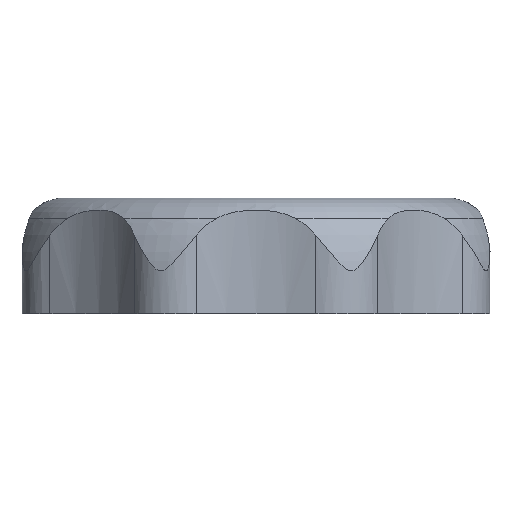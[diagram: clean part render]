
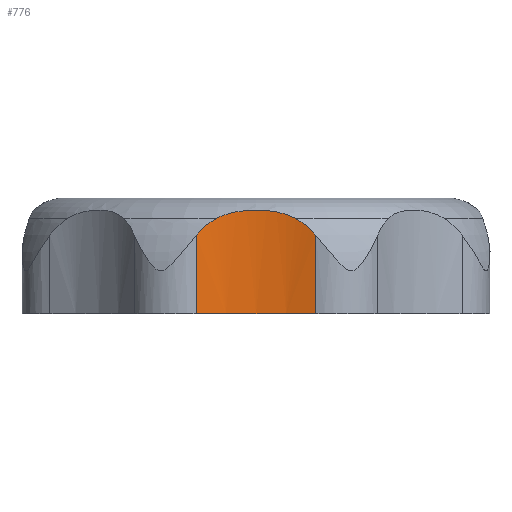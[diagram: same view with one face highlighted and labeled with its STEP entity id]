
A CAD part, front view. The second image highlights one B-rep face of the part: STEP entity #776.
In plain terms, the highlighted cylindrical face has radius 42.5 mm (diameter 85 mm), a partial arc.
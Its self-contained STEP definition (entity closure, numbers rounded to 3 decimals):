
#776 = ADVANCED_FACE( '', ( #3751 ), #3752, .F. );
#3751 = FACE_OUTER_BOUND( '', #8459, .T. );
#3752 = CYLINDRICAL_SURFACE( '', #8460, 42.5 );
#8459 = EDGE_LOOP( '', ( #19063, #19064, #19065, #19066, #19067, #19068 ) );
#8460 = AXIS2_PLACEMENT_3D( '', #19069, #19070, #19071 );
#19063 = ORIENTED_EDGE( '', *, *, #34951, .F. );
#19064 = ORIENTED_EDGE( '', *, *, #31589, .T. );
#19065 = ORIENTED_EDGE( '', *, *, #34952, .T. );
#19066 = ORIENTED_EDGE( '', *, *, #34953, .T. );
#19067 = ORIENTED_EDGE( '', *, *, #34954, .T. );
#19068 = ORIENTED_EDGE( '', *, *, #34955, .T. );
#19069 = CARTESIAN_POINT( '', ( 0., -89.15, -151.432 ) );
#19070 = DIRECTION( '', ( 0., 0., -1. ) );
#19071 = DIRECTION( '', ( 0.468, 0.884, 0. ) );
#31589 = EDGE_CURVE( '', #38243, #38241, #38244, .F. );
#34951 = EDGE_CURVE( '', #38243, #44277, #44278, .T. );
#34952 = EDGE_CURVE( '', #38241, #44279, #44280, .T. );
#34953 = EDGE_CURVE( '', #44279, #44281, #44282, .T. );
#34954 = EDGE_CURVE( '', #44281, #44283, #44284, .T. );
#34955 = EDGE_CURVE( '', #44283, #44277, #44285, .T. );
#38241 = VERTEX_POINT( '', #49322 );
#38243 = VERTEX_POINT( '', #49324 );
#38244 = CIRCLE( '', #49325, 42.5 );
#44277 = VERTEX_POINT( '', #64937 );
#44278 = LINE( '', #64938, #64939 );
#44279 = VERTEX_POINT( '', #64940 );
#44280 = LINE( '', #64941, #64942 );
#44281 = VERTEX_POINT( '', #64943 );
#44282 = B_SPLINE_CURVE_WITH_KNOTS( '', 3, ( #64944, #64945, #64946, #64947, #64948, #64949 ), .UNSPECIFIED., .F., .F., ( 4, 2, 4 ), ( 0., 0.003, 0.006 ), .UNSPECIFIED. );
#44283 = VERTEX_POINT( '', #64950 );
#44284 = B_SPLINE_CURVE_WITH_KNOTS( '', 3, ( #64951, #64952, #64953, #64954, #64955, #64956, #64957, #64958, #64959, #64960, #64961, #64962, #64963, #64964, #64965, #64966, #64967, #64968, #64969, #64970, #64971 ), .UNSPECIFIED., .F., .F., ( 4, 2, 2, 2, 2, 1, 2, 2, 2, 2, 4 ), ( 0., 0.002, 0.004, 0.005, 0.006, 0.009, 0.011, 0.012, 0.013, 0.015, 0.017 ), .UNSPECIFIED. );
#44285 = B_SPLINE_CURVE_WITH_KNOTS( '', 3, ( #64972, #64973, #64974, #64975, #64976, #64977 ), .UNSPECIFIED., .F., .F., ( 4, 2, 4 ), ( 0., 0.003, 0.006 ), .UNSPECIFIED. );
#49322 = CARTESIAN_POINT( '', ( 12.511, -48.533, 0. ) );
#49324 = CARTESIAN_POINT( '', ( -12.511, -48.533, 0. ) );
#49325 = AXIS2_PLACEMENT_3D( '', #77681, #77682, #77683 );
#64937 = CARTESIAN_POINT( '', ( -12.511, -48.533, 16.516 ) );
#64938 = CARTESIAN_POINT( '', ( -12.511, -48.533, -151.432 ) );
#64939 = VECTOR( '', #78628, 1000. );
#64940 = CARTESIAN_POINT( '', ( 12.511, -48.533, 16.516 ) );
#64941 = CARTESIAN_POINT( '', ( 12.511, -48.533, -151.432 ) );
#64942 = VECTOR( '', #78629, 1000. );
#64943 = CARTESIAN_POINT( '', ( 8.308, -47.47, 20.035 ) );
#64944 = CARTESIAN_POINT( '', ( 12.511, -48.533, 16.516 ) );
#64945 = CARTESIAN_POINT( '', ( 11.923, -48.352, 17.236 ) );
#64946 = CARTESIAN_POINT( '', ( 11.278, -48.167, 17.886 ) );
#64947 = CARTESIAN_POINT( '', ( 9.877, -47.807, 19.058 ) );
#64948 = CARTESIAN_POINT( '', ( 9.121, -47.632, 19.579 ) );
#64949 = CARTESIAN_POINT( '', ( 8.308, -47.47, 20.035 ) );
#64950 = CARTESIAN_POINT( '', ( -8.308, -47.47, 20.035 ) );
#64951 = CARTESIAN_POINT( '', ( 8.308, -47.47, 20.035 ) );
#64952 = CARTESIAN_POINT( '', ( 7.674, -47.343, 20.37 ) );
#64953 = CARTESIAN_POINT( '', ( 7.017, -47.228, 20.636 ) );
#64954 = CARTESIAN_POINT( '', ( 5.67, -47.024, 21.075 ) );
#64955 = CARTESIAN_POINT( '', ( 4.98, -46.937, 21.247 ) );
#64956 = CARTESIAN_POINT( '', ( 3.925, -46.83, 21.449 ) );
#64957 = CARTESIAN_POINT( '', ( 3.569, -46.799, 21.506 ) );
#64958 = CARTESIAN_POINT( '', ( 2.855, -46.744, 21.604 ) );
#64959 = CARTESIAN_POINT( '', ( 2.498, -46.722, 21.644 ) );
#64960 = CARTESIAN_POINT( '', ( 1.427, -46.668, 21.738 ) );
#64961 = CARTESIAN_POINT( '', ( 0., -46.632, 21.798 ) );
#64962 = CARTESIAN_POINT( '', ( -1.427, -46.668, 21.738 ) );
#64963 = CARTESIAN_POINT( '', ( -2.498, -46.722, 21.644 ) );
#64964 = CARTESIAN_POINT( '', ( -2.854, -46.744, 21.604 ) );
#64965 = CARTESIAN_POINT( '', ( -3.568, -46.799, 21.507 ) );
#64966 = CARTESIAN_POINT( '', ( -3.924, -46.83, 21.449 ) );
#64967 = CARTESIAN_POINT( '', ( -4.98, -46.937, 21.247 ) );
#64968 = CARTESIAN_POINT( '', ( -5.67, -47.024, 21.075 ) );
#64969 = CARTESIAN_POINT( '', ( -7.017, -47.228, 20.636 ) );
#64970 = CARTESIAN_POINT( '', ( -7.674, -47.343, 20.37 ) );
#64971 = CARTESIAN_POINT( '', ( -8.308, -47.47, 20.035 ) );
#64972 = CARTESIAN_POINT( '', ( -8.308, -47.47, 20.035 ) );
#64973 = CARTESIAN_POINT( '', ( -9.121, -47.632, 19.579 ) );
#64974 = CARTESIAN_POINT( '', ( -9.877, -47.807, 19.058 ) );
#64975 = CARTESIAN_POINT( '', ( -11.278, -48.167, 17.886 ) );
#64976 = CARTESIAN_POINT( '', ( -11.923, -48.352, 17.236 ) );
#64977 = CARTESIAN_POINT( '', ( -12.511, -48.533, 16.516 ) );
#77681 = CARTESIAN_POINT( '', ( 0., -89.15, 0. ) );
#77682 = DIRECTION( '', ( 0., 0., 1. ) );
#77683 = DIRECTION( '', ( 0.924, 0.383, 0. ) );
#78628 = DIRECTION( '', ( 0., 0., 1. ) );
#78629 = DIRECTION( '', ( 0., 0., 1. ) );
